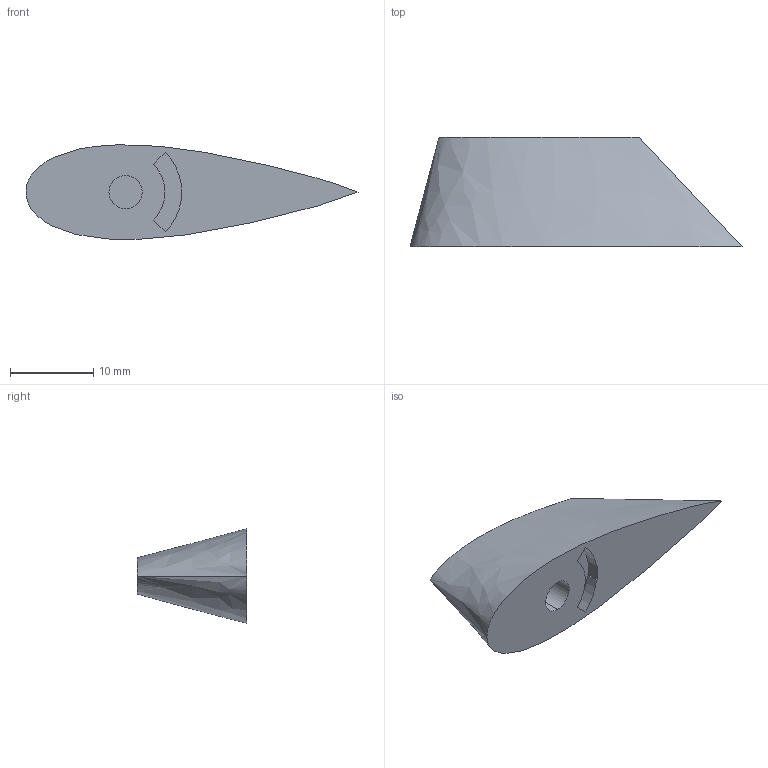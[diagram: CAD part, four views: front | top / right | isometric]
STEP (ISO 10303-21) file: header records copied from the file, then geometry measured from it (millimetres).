
FILE_DESCRIPTION (( 'STEP AP214' ), '1' );
FILE_NAME ('Ïåðî ðóëÿ.STEP', '2020-03-04T21:25:51', ( '' ), ( '' ), 'SwSTEP 2.0', 'SolidWorks 2014', '' );
FILE_SCHEMA (( 'AUTOMOTIVE_DESIGN' ));
Length unit declared in the file: millimetre
Products named in the file (1): Ïåðî ðóëÿ
Bounding box: 39.99 x 13.15 x 11.39 mm (x, y, z)
Volume: 2272.4 mm3; surface area: 1417.8 mm2
Topology: 1 solids, 1 shells, 19 faces, 42 edges, 28 vertices
Faces by surface type: plane 10, cylinder 7, bspline 2
Entity records: 882 total; most frequent: CARTESIAN_POINT 422, DIRECTION 88, ORIENTED_EDGE 84, EDGE_CURVE 42, AXIS2_PLACEMENT_3D 32, VERTEX_POINT 28, LINE 24, VECTOR 24
